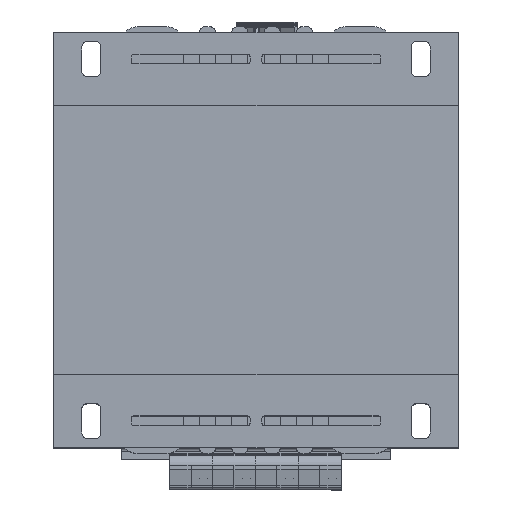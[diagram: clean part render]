
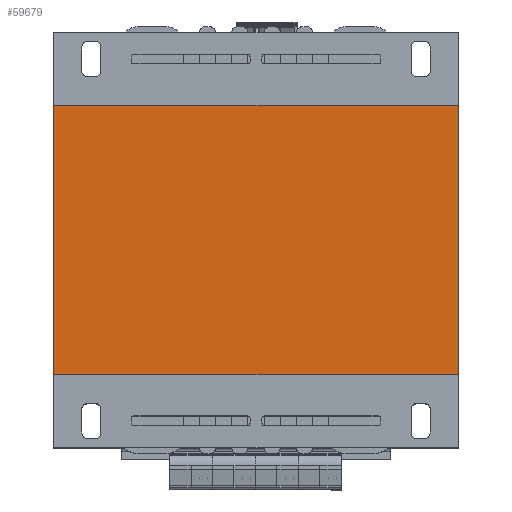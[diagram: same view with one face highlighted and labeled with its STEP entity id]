
A CAD part, top view. The second image highlights one B-rep face of the part: STEP entity #59679.
In plain terms, the highlighted planar face has unit normal (0, 0, 1).
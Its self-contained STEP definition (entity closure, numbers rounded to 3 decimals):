
#2832=FACE_OUTER_BOUND('',#5950,.T.);
#5950=EDGE_LOOP('',(#37307,#37308,#37309,#37310));
#9175=LINE('',#83566,#16144);
#9209=LINE('',#83650,#16178);
#9211=LINE('',#83654,#16180);
#9212=LINE('',#83655,#16181);
#16144=VECTOR('',#67611,1.);
#16178=VECTOR('',#67689,1.);
#16180=VECTOR('',#67693,1.);
#16181=VECTOR('',#67694,1.);
#23112=VERTEX_POINT('',#83562);
#23114=VERTEX_POINT('',#83565);
#23142=VERTEX_POINT('',#83649);
#23143=VERTEX_POINT('',#83653);
#28650=EDGE_CURVE('',#23114,#23112,#9175,.T.);
#28692=EDGE_CURVE('',#23142,#23114,#9209,.T.);
#28694=EDGE_CURVE('',#23143,#23112,#9211,.T.);
#28695=EDGE_CURVE('',#23143,#23142,#9212,.T.);
#37307=ORIENTED_EDGE('',*,*,#28694,.F.);
#37308=ORIENTED_EDGE('',*,*,#28695,.T.);
#37309=ORIENTED_EDGE('',*,*,#28692,.T.);
#37310=ORIENTED_EDGE('',*,*,#28650,.T.);
#54418=PLANE('',#63136);
#59679=ADVANCED_FACE('',(#2832),#54418,.T.);
#63136=AXIS2_PLACEMENT_3D('',#83652,#67691,#67692);
#67611=DIRECTION('',(1.,0.,0.));
#67689=DIRECTION('',(0.,-1.,0.));
#67691=DIRECTION('center_axis',(0.,0.,1.));
#67692=DIRECTION('ref_axis',(0.,-1.,0.));
#67693=DIRECTION('',(0.,-1.,0.));
#67694=DIRECTION('',(-1.,0.,0.));
#83562=CARTESIAN_POINT('',(765.285,-384.691,87.5));
#83565=CARTESIAN_POINT('',(615.285,-384.691,87.5));
#83566=CARTESIAN_POINT('',(765.285,-384.691,87.5));
#83649=CARTESIAN_POINT('',(615.285,-284.691,87.5));
#83650=CARTESIAN_POINT('',(615.285,-284.691,87.5));
#83652=CARTESIAN_POINT('Origin',(615.285,-284.691,87.5));
#83653=CARTESIAN_POINT('',(765.285,-284.691,87.5));
#83654=CARTESIAN_POINT('',(765.285,-284.691,87.5));
#83655=CARTESIAN_POINT('',(765.285,-284.691,87.5));
